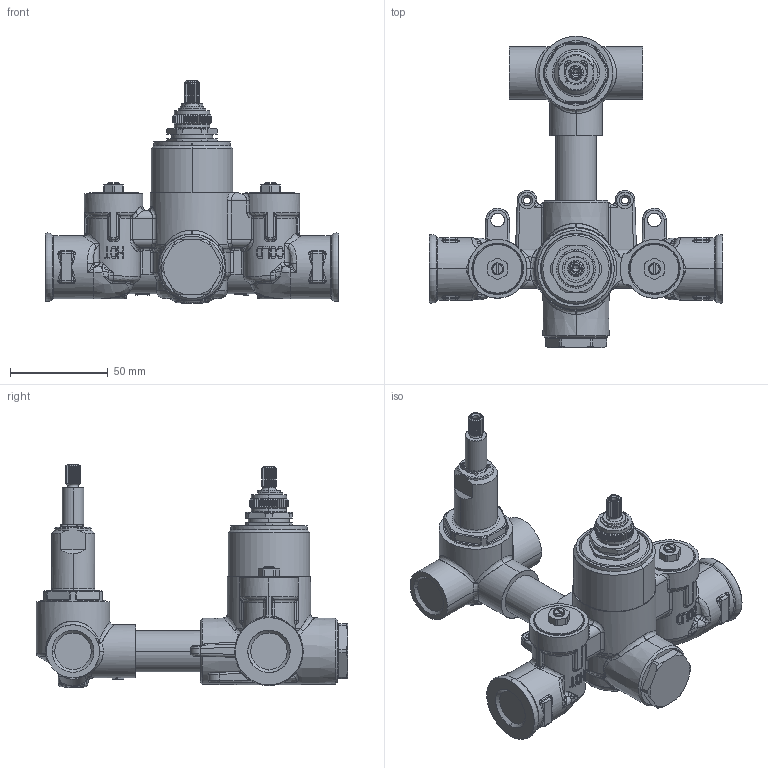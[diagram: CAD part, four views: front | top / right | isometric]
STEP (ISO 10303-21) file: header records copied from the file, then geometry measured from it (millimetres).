
FILE_DESCRIPTION(('CATIA V5 STEP Exchange','CAx-IF Rec.Pracs.--- Model Styling and Organization---1.5--- 2016-08-15','CAx-IF Rec.Pracs.---Supplemental Geometry---1.0---2011-11-01','CAx-IF Rec.Pracs.--- Composite Materials ---3.4---2017-06-13','CAx-IF Rec.Pracs.---Tessellated 3D Geometry---1.0---2015-12-17'),'2;1');
FILE_NAME('ZA01910004.stp','2024-02-02T08:54:01+00:00',('none'),('none'),'CATIA Version 5-6 Release 2020 SP2','CATIA V5 STEP AP242 v2','none');
FILE_SCHEMA(('AP242_MANAGED_MODEL_BASED_3D_ENGINEERING_MIM_LF {1 0 10303 442 1 1 4}'));
Length unit declared in the file: millimetre
Products named in the file (1): ZA_019100_ASM_AllCATPart
Bounding box: 150 x 158.95 x 113.85 mm (x, y, z)
Volume: 85137.7 mm3; surface area: 104818.1 mm2
Topology: 26 solids, 1353 shells, 3406 faces, 12436 edges, 10587 vertices
Faces by surface type: plane 1605, cylinder 821, bspline 455, torus 314, cone 179, sphere 28, extrusion 4
Entity records: 169987 total; most frequent: CARTESIAN_POINT 79417, ORIENTED_EDGE 18140, EDGE_CURVE 12420, DIRECTION 11572, VERTEX_POINT 10587, AXIS2_PLACEMENT_3D 5015, VECTOR 4455, LINE 4451
